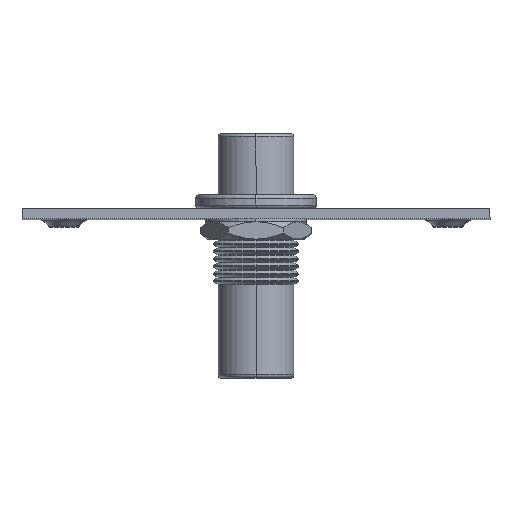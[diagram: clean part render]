
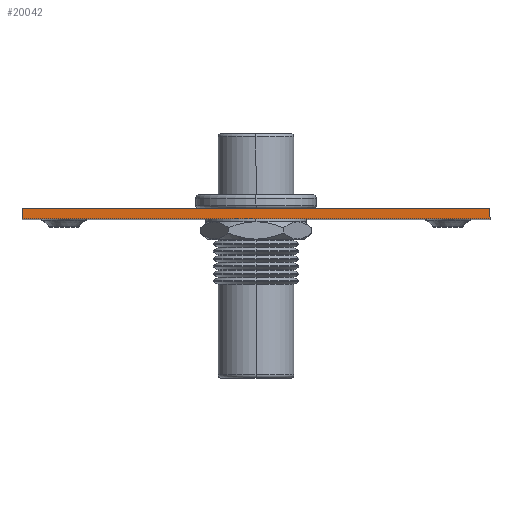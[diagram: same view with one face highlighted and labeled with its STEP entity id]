
A CAD part, top view. The second image highlights one B-rep face of the part: STEP entity #20042.
In plain terms, the highlighted planar face has unit normal (0, 0, 1).
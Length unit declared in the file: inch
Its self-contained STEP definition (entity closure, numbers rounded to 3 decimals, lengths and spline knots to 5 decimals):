
#649 = VECTOR ( 'NONE', #12520, 39.37008 ) ;
#2050 = FACE_OUTER_BOUND ( 'NONE', #16568, .T. ) ;
#2335 = ORIENTED_EDGE ( 'NONE', *, *, #25114, .T. ) ;
#3405 = CARTESIAN_POINT ( 'NONE',  ( -1.34, 0., 1.615 ) ) ;
#5982 = LINE ( 'NONE', #10557, #649 ) ;
#7003 = EDGE_CURVE ( 'NONE', #8126, #13661, #19336, .T. ) ;
#7549 = CARTESIAN_POINT ( 'NONE',  ( -1.34, 0.06, 1.615 ) ) ;
#8126 = VERTEX_POINT ( 'NONE', #25123 ) ;
#10348 = VECTOR ( 'NONE', #25477, 39.37008 ) ;
#10557 = CARTESIAN_POINT ( 'NONE',  ( -1.34, 0.06, 1.615 ) ) ;
#10700 = VECTOR ( 'NONE', #22213, 39.37008 ) ;
#11428 = CARTESIAN_POINT ( 'NONE',  ( -1.34, 0.06, 1.615 ) ) ;
#12520 = DIRECTION ( 'NONE',  ( 0., -1., 0. ) ) ;
#13303 = DIRECTION ( 'NONE',  ( 0., 0., -1. ) ) ;
#13661 = VERTEX_POINT ( 'NONE', #26342 ) ;
#13844 = DIRECTION ( 'NONE',  ( 1., 0., 0. ) ) ;
#14870 = DIRECTION ( 'NONE',  ( -1., 0., 0. ) ) ;
#15768 = LINE ( 'NONE', #25288, #10348 ) ;
#16568 = EDGE_LOOP ( 'NONE', ( #22771, #22875, #22074, #2335 ) ) ;
#16659 = EDGE_CURVE ( 'NONE', #23579, #22051, #17412, .T. ) ;
#17412 = LINE ( 'NONE', #18221, #10700 ) ;
#18221 = CARTESIAN_POINT ( 'NONE',  ( -1.34, 0., 1.615 ) ) ;
#19336 = LINE ( 'NONE', #7549, #20306 ) ;
#19487 = AXIS2_PLACEMENT_3D ( 'NONE', #11428, #13303, #14870 ) ;
#19556 = PLANE ( 'NONE',  #19487 ) ;
#19970 = CARTESIAN_POINT ( 'NONE',  ( 1.34, 0., 1.615 ) ) ;
#20042 = ADVANCED_FACE ( 'NONE', ( #2050 ), #19556, .F. ) ;
#20306 = VECTOR ( 'NONE', #13844, 39.37008 ) ;
#22051 = VERTEX_POINT ( 'NONE', #19970 ) ;
#22074 = ORIENTED_EDGE ( 'NONE', *, *, #16659, .T. ) ;
#22213 = DIRECTION ( 'NONE',  ( 1., 0., 0. ) ) ;
#22771 = ORIENTED_EDGE ( 'NONE', *, *, #7003, .F. ) ;
#22875 = ORIENTED_EDGE ( 'NONE', *, *, #24425, .T. ) ;
#23579 = VERTEX_POINT ( 'NONE', #3405 ) ;
#24425 = EDGE_CURVE ( 'NONE', #8126, #23579, #5982, .T. ) ;
#25114 = EDGE_CURVE ( 'NONE', #22051, #13661, #15768, .T. ) ;
#25123 = CARTESIAN_POINT ( 'NONE',  ( -1.34, 0.06, 1.615 ) ) ;
#25288 = CARTESIAN_POINT ( 'NONE',  ( 1.34, 0., 1.615 ) ) ;
#25477 = DIRECTION ( 'NONE',  ( 0., 1., 0. ) ) ;
#26342 = CARTESIAN_POINT ( 'NONE',  ( 1.34, 0.06, 1.615 ) ) ;
